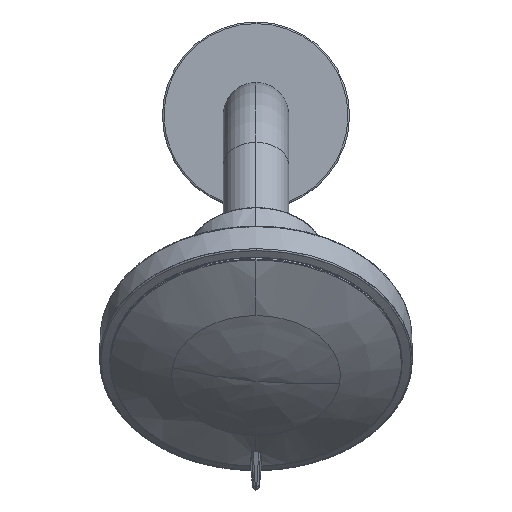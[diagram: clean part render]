
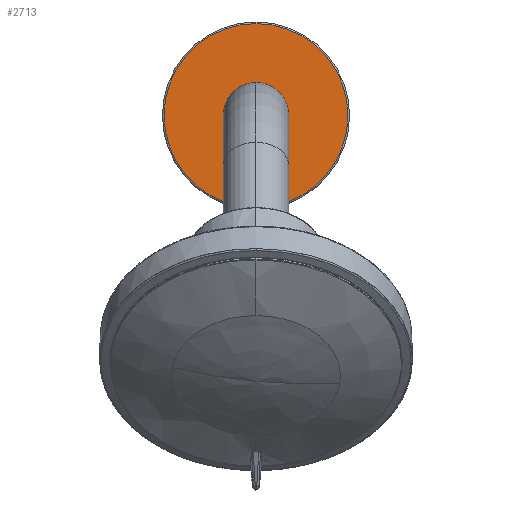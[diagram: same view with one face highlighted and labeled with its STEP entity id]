
A CAD part, top view. The second image highlights one B-rep face of the part: STEP entity #2713.
In plain terms, the highlighted face is planar.
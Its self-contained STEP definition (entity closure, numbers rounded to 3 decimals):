
#126 = CIRCLE ( 'NONE', #929, 29.4 ) ;
#290 = FACE_OUTER_BOUND ( 'NONE', #1263, .T. ) ;
#929 = AXIS2_PLACEMENT_3D ( 'NONE', #2774, #2769, #2761 ) ;
#1001 = CARTESIAN_POINT ( 'NONE',  ( 0., 8.9, -29.4 ) ) ;
#1263 = EDGE_LOOP ( 'NONE', ( #5717, #4976 ) ) ;
#1273 = DIRECTION ( 'NONE',  ( 0., 1., 0. ) ) ;
#1524 = DIRECTION ( 'NONE',  ( 0., 0., 1. ) ) ;
#1758 = EDGE_CURVE ( 'NONE', #2979, #5555, #2749, .T. ) ;
#2022 = CARTESIAN_POINT ( 'NONE',  ( -30., 8.9, 0. ) ) ;
#2537 = AXIS2_PLACEMENT_3D ( 'NONE', #3077, #1273, #5375 ) ;
#2713 = ADVANCED_FACE ( 'NONE', ( #290 ), #2804, .T. ) ;
#2749 = CIRCLE ( 'NONE', #2537, 29.4 ) ;
#2761 = DIRECTION ( 'NONE',  ( 0., 0., 1. ) ) ;
#2769 = DIRECTION ( 'NONE',  ( 0., 1., 0. ) ) ;
#2774 = CARTESIAN_POINT ( 'NONE',  ( 0., 8.9, 0. ) ) ;
#2804 = PLANE ( 'NONE',  #5523 ) ;
#2979 = VERTEX_POINT ( 'NONE', #1001 ) ;
#3077 = CARTESIAN_POINT ( 'NONE',  ( 0., 8.9, 0. ) ) ;
#3613 = CARTESIAN_POINT ( 'NONE',  ( 0., 8.9, 29.4 ) ) ;
#3798 = EDGE_CURVE ( 'NONE', #5555, #2979, #126, .T. ) ;
#4976 = ORIENTED_EDGE ( 'NONE', *, *, #1758, .T. ) ;
#5071 = DIRECTION ( 'NONE',  ( 0., 1., 0. ) ) ;
#5375 = DIRECTION ( 'NONE',  ( 0., 0., 1. ) ) ;
#5523 = AXIS2_PLACEMENT_3D ( 'NONE', #2022, #5071, #1524 ) ;
#5555 = VERTEX_POINT ( 'NONE', #3613 ) ;
#5717 = ORIENTED_EDGE ( 'NONE', *, *, #3798, .T. ) ;
